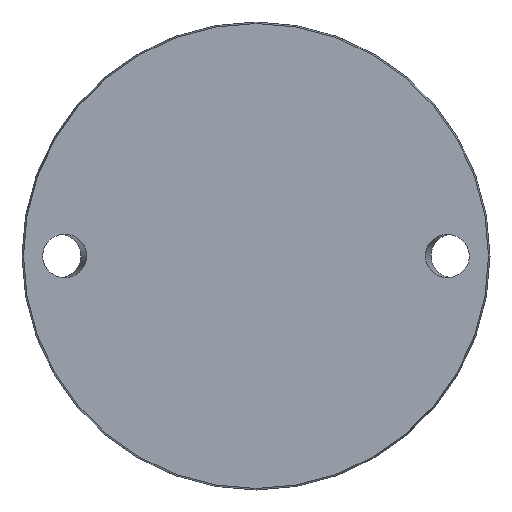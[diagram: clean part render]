
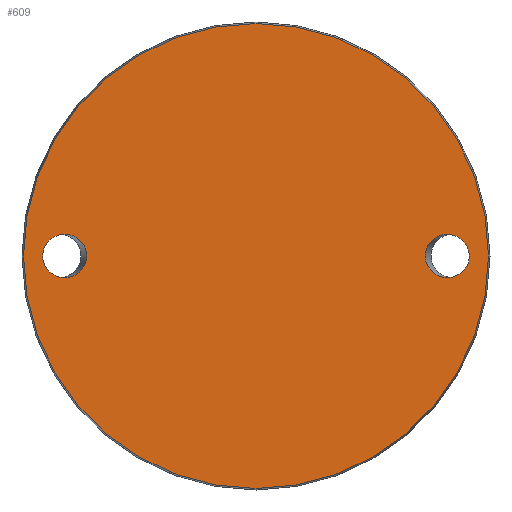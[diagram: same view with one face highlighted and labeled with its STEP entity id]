
A CAD part, front view. The second image highlights one B-rep face of the part: STEP entity #609.
In plain terms, the highlighted planar face has unit normal (0, -1, 0).
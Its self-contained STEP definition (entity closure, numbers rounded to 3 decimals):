
#37 = DIRECTION ( 'NONE',  ( 0., -1., 0. ) ) ;
#42 = EDGE_LOOP ( 'NONE', ( #866 ) ) ;
#71 = ORIENTED_EDGE ( 'NONE', *, *, #382, .F. ) ;
#73 = VERTEX_POINT ( 'NONE', #371 ) ;
#93 = CARTESIAN_POINT ( 'NONE',  ( 81.115, 0., 0. ) ) ;
#94 =( BOUNDED_CURVE ( )  B_SPLINE_CURVE ( 3, ( #97, #412, #406, #642, #943, #885, #948 ),
 .UNSPECIFIED., .T., .F. ) 
 B_SPLINE_CURVE_WITH_KNOTS ( ( 4, 3, 4 ),
 ( 0., 3.142, 6.283 ),
 .UNSPECIFIED. ) 
 CURVE ( )  GEOMETRIC_REPRESENTATION_ITEM ( )  RATIONAL_B_SPLINE_CURVE ( ( 1., 0.333, 0.333, 1., 0.333, 0.333, 1. ) ) 
 REPRESENTATION_ITEM ( '' )  );
#97 = CARTESIAN_POINT ( 'NONE',  ( -81.115, 0., 0. ) ) ;
#129 = FACE_BOUND ( 'NONE', #439, .T. ) ;
#169 =( BOUNDED_CURVE ( )  B_SPLINE_CURVE ( 3, ( #960, #789, #715, #93, #335, #492, #486 ),
 .UNSPECIFIED., .T., .F. ) 
 B_SPLINE_CURVE_WITH_KNOTS ( ( 4, 3, 4 ),
 ( 0., 3.142, 6.283 ),
 .UNSPECIFIED. ) 
 CURVE ( )  GEOMETRIC_REPRESENTATION_ITEM ( )  RATIONAL_B_SPLINE_CURVE ( ( 1., 0.333, 0.333, 1., 0.333, 0.333, 1. ) ) 
 REPRESENTATION_ITEM ( '' )  );
#207 = DIRECTION ( 'NONE',  ( 0., 0., -1. ) ) ;
#231 = AXIS2_PLACEMENT_3D ( 'NONE', #293, #603, #907 ) ;
#271 = CARTESIAN_POINT ( 'NONE',  ( 0., 0., 0. ) ) ;
#293 = CARTESIAN_POINT ( 'NONE',  ( -88.425, 0., 0. ) ) ;
#300 = VERTEX_POINT ( 'NONE', #773 ) ;
#335 = CARTESIAN_POINT ( 'NONE',  ( 81.115, 0., 16.5 ) ) ;
#365 = FACE_BOUND ( 'NONE', #985, .T. ) ;
#371 = CARTESIAN_POINT ( 'NONE',  ( 0., 0., -88.425 ) ) ;
#382 = EDGE_CURVE ( 'NONE', #300, #300, #169, .T. ) ;
#406 = CARTESIAN_POINT ( 'NONE',  ( -64.385, 0., 16.5 ) ) ;
#412 = CARTESIAN_POINT ( 'NONE',  ( -81.115, 0., 16.5 ) ) ;
#439 = EDGE_LOOP ( 'NONE', ( #71 ) ) ;
#446 = CARTESIAN_POINT ( 'NONE',  ( -81.115, 0., 0. ) ) ;
#481 = ORIENTED_EDGE ( 'NONE', *, *, #947, .T. ) ;
#486 = CARTESIAN_POINT ( 'NONE',  ( 64.385, 0., 0. ) ) ;
#492 = CARTESIAN_POINT ( 'NONE',  ( 64.385, 0., 16.5 ) ) ;
#603 = DIRECTION ( 'NONE',  ( 0., 1., 0. ) ) ;
#609 = ADVANCED_FACE ( 'NONE', ( #365, #129, #911 ), #753, .F. ) ;
#642 = CARTESIAN_POINT ( 'NONE',  ( -64.385, 0., 0. ) ) ;
#649 = AXIS2_PLACEMENT_3D ( 'NONE', #271, #37, #207 ) ;
#715 = CARTESIAN_POINT ( 'NONE',  ( 81.115, 0., -16.5 ) ) ;
#746 = CIRCLE ( 'NONE', #649, 88.425 ) ;
#753 = PLANE ( 'NONE',  #231 ) ;
#773 = CARTESIAN_POINT ( 'NONE',  ( 64.385, 0., 0. ) ) ;
#789 = CARTESIAN_POINT ( 'NONE',  ( 64.385, 0., -16.5 ) ) ;
#834 = VERTEX_POINT ( 'NONE', #446 ) ;
#866 = ORIENTED_EDGE ( 'NONE', *, *, #987, .T. ) ;
#885 = CARTESIAN_POINT ( 'NONE',  ( -81.115, 0., -16.5 ) ) ;
#907 = DIRECTION ( 'NONE',  ( 0., 0., 1. ) ) ;
#911 = FACE_OUTER_BOUND ( 'NONE', #42, .T. ) ;
#943 = CARTESIAN_POINT ( 'NONE',  ( -64.385, 0., -16.5 ) ) ;
#947 = EDGE_CURVE ( 'NONE', #834, #834, #94, .T. ) ;
#948 = CARTESIAN_POINT ( 'NONE',  ( -81.115, 0., 0. ) ) ;
#960 = CARTESIAN_POINT ( 'NONE',  ( 64.385, 0., 0. ) ) ;
#985 = EDGE_LOOP ( 'NONE', ( #481 ) ) ;
#987 = EDGE_CURVE ( 'NONE', #73, #73, #746, .T. ) ;
